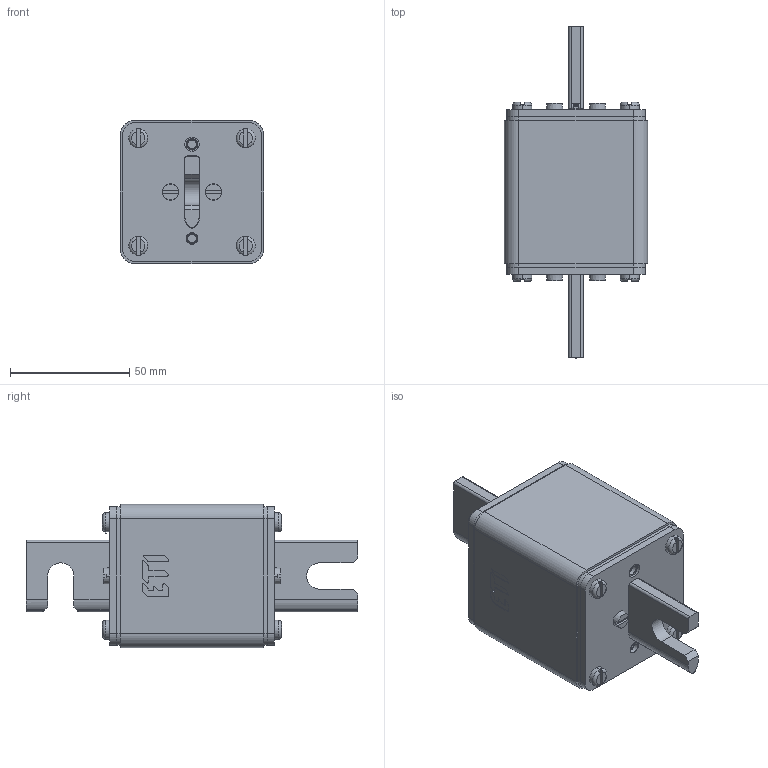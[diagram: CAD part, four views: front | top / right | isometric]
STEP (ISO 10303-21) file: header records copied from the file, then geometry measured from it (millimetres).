
FILE_DESCRIPTION((''),'2;1');
FILE_NAME('004724250_ASM','2021-12-21T',('marketing.praksa'),('Audax d.o.o.'),'CREO PARAMETRIC BY PTC INC, 2017480','CREO PARAMETRIC BY PTC INC, 2017480','');
FILE_SCHEMA(('AUTOMOTIVE_DESIGN { 1 0 10303 214 1 1 1 1 }'));
Length unit declared in the file: millimetre
Products named in the file (15): 0000030743_1; 0000017639_AF0_1; 0000018139_AF1_2; 0000017641_ASM_1_ASM; 0000064246_1; 0000017639_AF3_1; 0000043840_AF1_2; 0000043842_ASM_2_ASM; 0000011586_AF2_1; 0000011580_1; 0000011599_1; 0000015360_1; 0000037876_1; 0000031923_2; 004724250_ASM
Assembly tree (28 placements, depth 3):
  004724250_ASM
    0000030743_1  x2
    0000017641_ASM_1_ASM
      0000017639_AF0_1
      0000018139_AF1_2
    0000064246_1  x2
    0000043842_ASM_2_ASM
      0000017639_AF3_1
      0000043840_AF1_2
    0000011586_AF2_1
    0000011580_1
    0000011599_1  x3
    0000015360_1  x8
    0000037876_1  x4
    0000031923_2
Bounding box: 60 x 139 x 60 mm (x, y, z)
Volume: 261812.6 mm3; surface area: 66068 mm2
Topology: 26 solids, 42 shells, 731 faces, 1790 edges, 1138 vertices
Faces by surface type: cylinder 300, plane 284, cone 72, torus 72, bspline 3
Entity records: 20581 total; most frequent: CARTESIAN_POINT 2873, DIRECTION 2446, ORIENTED_EDGE 2108, EDGE_CURVE 1080, AXIS2_PLACEMENT_3D 933, PRESENTATION_STYLE_ASSIGNMENT 771, STYLED_ITEM 720, VERTEX_POINT 704
